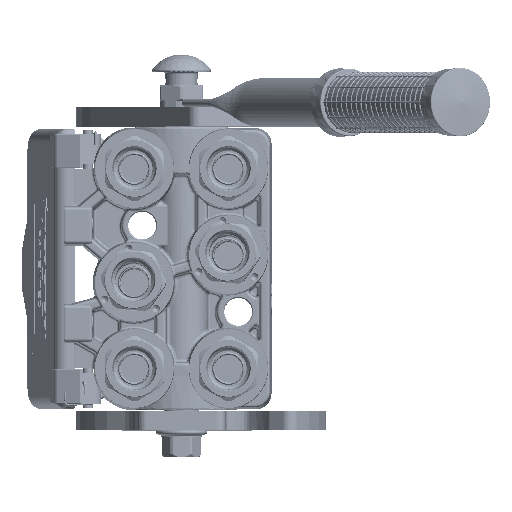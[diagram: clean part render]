
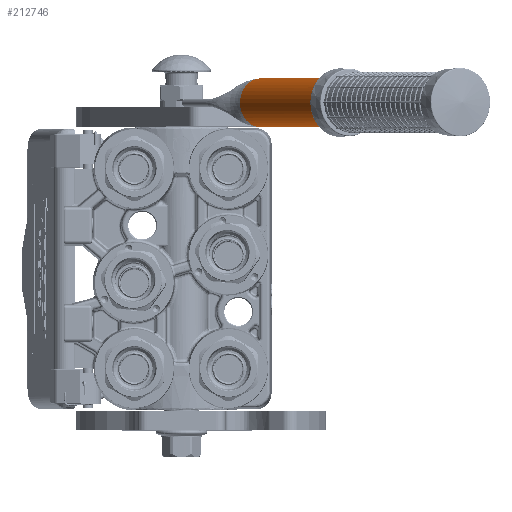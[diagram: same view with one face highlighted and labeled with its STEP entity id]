
A CAD part, top view. The second image highlights one B-rep face of the part: STEP entity #212746.
In plain terms, the highlighted cylindrical face has radius 12.5 mm (diameter 25 mm), a partial arc.
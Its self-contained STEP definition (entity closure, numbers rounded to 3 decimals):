
#4085 = CARTESIAN_POINT ( 'NONE',  ( 0., 198., 0. ) ) ;
#8917 = EDGE_CURVE ( 'NONE', #175211, #157110, #85262, .T. ) ;
#15062 = CARTESIAN_POINT ( 'NONE',  ( -12.481, 0.178, -0.683 ) ) ;
#16571 = CARTESIAN_POINT ( 'NONE',  ( 12.466, 0.127, -0.927 ) ) ;
#17609 = CARTESIAN_POINT ( 'NONE',  ( -12.486, 0.195, -0.586 ) ) ;
#21856 = CARTESIAN_POINT ( 'NONE',  ( -12.481, 0.178, -0.688 ) ) ;
#23654 = CARTESIAN_POINT ( 'NONE',  ( 0., 0., -12.5 ) ) ;
#24462 = VERTEX_POINT ( 'NONE', #214433 ) ;
#27109 = VERTEX_POINT ( 'NONE', #23654 ) ;
#36372 = CARTESIAN_POINT ( 'NONE',  ( 12.466, 0.13, -0.917 ) ) ;
#39689 = AXIS2_PLACEMENT_3D ( 'NONE', #180559, #149569, #248619 ) ;
#39808 = DIRECTION ( 'NONE',  ( 0., 1., 0. ) ) ;
#41655 = CARTESIAN_POINT ( 'NONE',  ( -12.472, 0.146, -0.859 ) ) ;
#42381 = ORIENTED_EDGE ( 'NONE', *, *, #205840, .T. ) ;
#47807 = ORIENTED_EDGE ( 'NONE', *, *, #225107, .F. ) ;
#51727 = VECTOR ( 'NONE', #224199, 1000. ) ;
#55740 = VERTEX_POINT ( 'NONE', #114518 ) ;
#61093 = CARTESIAN_POINT ( 'NONE',  ( -12.5, 0.24, 0. ) ) ;
#62075 = CARTESIAN_POINT ( 'NONE',  ( 12.474, 0.155, -0.804 ) ) ;
#62701 = CARTESIAN_POINT ( 'NONE',  ( -12.426, 0., -1.36 ) ) ;
#76211 = CARTESIAN_POINT ( 'NONE',  ( -12.499, 0.235, -0.221 ) ) ;
#76873 = CARTESIAN_POINT ( 'NONE',  ( 12.452, 0.083, -1.1 ) ) ;
#78796 = CIRCLE ( 'NONE', #164055, 12.5 ) ;
#79413 = CARTESIAN_POINT ( 'NONE',  ( 12.494, 0.221, -0.449 ) ) ;
#80255 = CARTESIAN_POINT ( 'NONE',  ( 12.478, 0.167, -0.748 ) ) ;
#81961 = CARTESIAN_POINT ( 'NONE',  ( 12.471, 0.146, -0.847 ) ) ;
#82174 = ORIENTED_EDGE ( 'NONE', *, *, #8917, .T. ) ;
#85262 = LINE ( 'NONE', #148004, #242534 ) ;
#86877 = CIRCLE ( 'NONE', #130400, 12.5 ) ;
#95878 = EDGE_CURVE ( 'NONE', #24462, #169501, #217275, .T. ) ;
#100812 = CARTESIAN_POINT ( 'NONE',  ( 12.5, 0.24, 0. ) ) ;
#101078 = CYLINDRICAL_SURFACE ( 'NONE', #39689, 12.5 ) ;
#105702 = EDGE_CURVE ( 'NONE', #175211, #190216, #234186, .T. ) ;
#114518 = CARTESIAN_POINT ( 'NONE',  ( 12.5, 198., 0. ) ) ;
#119935 = CARTESIAN_POINT ( 'NONE',  ( 12.5, 0.24, 0. ) ) ;
#129496 = ORIENTED_EDGE ( 'NONE', *, *, #209540, .F. ) ;
#130400 = AXIS2_PLACEMENT_3D ( 'NONE', #4085, #142060, #221303 ) ;
#133232 = CARTESIAN_POINT ( 'NONE',  ( -12.482, 0.18, -0.676 ) ) ;
#134930 = CARTESIAN_POINT ( 'NONE',  ( -12.5, 0.24, 0. ) ) ;
#139049 = CARTESIAN_POINT ( 'NONE',  ( 0., 0., 0. ) ) ;
#140692 = CARTESIAN_POINT ( 'NONE',  ( 12.468, 0.136, -0.889 ) ) ;
#142060 = DIRECTION ( 'NONE',  ( 0., 1., 0. ) ) ;
#144349 = FACE_OUTER_BOUND ( 'NONE', #208927, .T. ) ;
#148004 = CARTESIAN_POINT ( 'NONE',  ( -12.5, 0.24, 0. ) ) ;
#149569 = DIRECTION ( 'NONE',  ( 0., -1., 0. ) ) ;
#151286 = ORIENTED_EDGE ( 'NONE', *, *, #105702, .F. ) ;
#152165 = CIRCLE ( 'NONE', #255230, 12.5 ) ;
#155532 = CARTESIAN_POINT ( 'NONE',  ( -12.484, 0.186, -0.638 ) ) ;
#157039 = CARTESIAN_POINT ( 'NONE',  ( 12.461, 0.114, -0.981 ) ) ;
#157110 = VERTEX_POINT ( 'NONE', #211120 ) ;
#157892 = CARTESIAN_POINT ( 'NONE',  ( 12.5, 0.24, -0.216 ) ) ;
#159759 = DIRECTION ( 'NONE',  ( 0.994, 0., -0.109 ) ) ;
#164055 = AXIS2_PLACEMENT_3D ( 'NONE', #177797, #255442, #159759 ) ;
#169501 = VERTEX_POINT ( 'NONE', #100812 ) ;
#173436 = CARTESIAN_POINT ( 'NONE',  ( 12.441, 0.049, -1.219 ) ) ;
#174475 = CARTESIAN_POINT ( 'NONE',  ( -12.5, 0.24, -0.108 ) ) ;
#175211 = VERTEX_POINT ( 'NONE', #61093 ) ;
#177797 = CARTESIAN_POINT ( 'NONE',  ( 0., 0., 0. ) ) ;
#177849 = CARTESIAN_POINT ( 'NONE',  ( -12.456, 0.096, -1.087 ) ) ;
#179552 = CARTESIAN_POINT ( 'NONE',  ( -12.426, 0., -1.36 ) ) ;
#180218 = CARTESIAN_POINT ( 'NONE',  ( 12.467, 0.131, -0.91 ) ) ;
#180559 = CARTESIAN_POINT ( 'NONE',  ( 0., 0., 0. ) ) ;
#181054 = CARTESIAN_POINT ( 'NONE',  ( 12.479, 0.172, -0.721 ) ) ;
#188447 = DIRECTION ( 'NONE',  ( 0., 1., 0. ) ) ;
#190216 = VERTEX_POINT ( 'NONE', #62701 ) ;
#197521 = CARTESIAN_POINT ( 'NONE',  ( 12.5, 0.24, 0. ) ) ;
#197552 = DIRECTION ( 'NONE',  ( 0.994, 0., -0.109 ) ) ;
#205840 = EDGE_CURVE ( 'NONE', #27109, #190216, #152165, .T. ) ;
#206146 = ORIENTED_EDGE ( 'NONE', *, *, #215565, .T. ) ;
#208927 = EDGE_LOOP ( 'NONE', ( #206146, #42381, #151286, #82174, #129496, #47807, #245536 ) ) ;
#209540 = EDGE_CURVE ( 'NONE', #55740, #157110, #86877, .T. ) ;
#211120 = CARTESIAN_POINT ( 'NONE',  ( -12.5, 198., 0. ) ) ;
#212746 = ADVANCED_FACE ( 'NONE', ( #144349 ), #101078, .T. ) ;
#214433 = CARTESIAN_POINT ( 'NONE',  ( 12.426, 0., -1.36 ) ) ;
#215565 = EDGE_CURVE ( 'NONE', #24462, #27109, #78796, .T. ) ;
#217275 = B_SPLINE_CURVE_WITH_KNOTS ( 'NONE', 3,
 ( #235440, #173436, #76873, #157039, #232026, #16571, #36372, #180218, #140692, #81961, #62075, #80255, #181054, #79413, #157892, #197521 ),
 .UNSPECIFIED., .F., .F.,
 ( 4, 2, 1, 2, 2, 1, 2, 2, 4 ),
 ( 0., 0.25, 0.313, 0.328, 0.344, 0.375, 0.438, 0.5, 1. ),
 .UNSPECIFIED. ) ;
#221303 = DIRECTION ( 'NONE',  ( 1., 0., 0. ) ) ;
#224199 = DIRECTION ( 'NONE',  ( 0., 1., 0. ) ) ;
#225107 = EDGE_CURVE ( 'NONE', #169501, #55740, #230614, .T. ) ;
#230614 = LINE ( 'NONE', #119935, #51727 ) ;
#231395 = CARTESIAN_POINT ( 'NONE',  ( -12.492, 0.214, -0.452 ) ) ;
#232026 = CARTESIAN_POINT ( 'NONE',  ( 12.464, 0.121, -0.953 ) ) ;
#233951 = CARTESIAN_POINT ( 'NONE',  ( -12.494, 0.22, -0.394 ) ) ;
#234186 = B_SPLINE_CURVE_WITH_KNOTS ( 'NONE', 3,
 ( #134930, #174475, #76211, #233951, #231395, #253813, #17609, #155532, #251242, #133232, #15062, #21856, #41655, #177849, #179552 ),
 .UNSPECIFIED., .F., .F.,
 ( 4, 2, 2, 1, 1, 1, 2, 2, 4 ),
 ( 0., 0.25, 0.375, 0.438, 0.469, 0.484, 0.492, 0.5, 1. ),
 .UNSPECIFIED. ) ;
#235440 = CARTESIAN_POINT ( 'NONE',  ( 12.426, 0., -1.36 ) ) ;
#242534 = VECTOR ( 'NONE', #188447, 1000. ) ;
#245536 = ORIENTED_EDGE ( 'NONE', *, *, #95878, .F. ) ;
#248619 = DIRECTION ( 'NONE',  ( 1., 0., 0. ) ) ;
#251242 = CARTESIAN_POINT ( 'NONE',  ( -12.482, 0.182, -0.665 ) ) ;
#253813 = CARTESIAN_POINT ( 'NONE',  ( -12.488, 0.202, -0.541 ) ) ;
#255230 = AXIS2_PLACEMENT_3D ( 'NONE', #139049, #39808, #197552 ) ;
#255442 = DIRECTION ( 'NONE',  ( 0., 1., 0. ) ) ;
